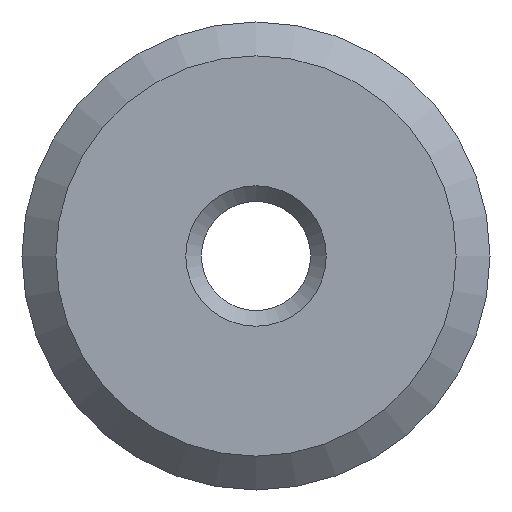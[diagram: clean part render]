
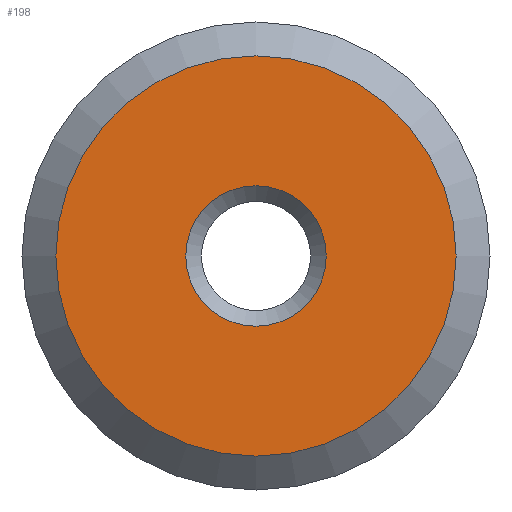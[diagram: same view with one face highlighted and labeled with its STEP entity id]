
A CAD part, left-side view. The second image highlights one B-rep face of the part: STEP entity #198.
In plain terms, the highlighted planar face has unit normal (-1, 0, 0).
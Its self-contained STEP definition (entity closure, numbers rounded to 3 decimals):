
#20=FACE_BOUND('',#48,.T.);
#24=PLANE('',#244);
#33=FACE_OUTER_BOUND('',#47,.T.);
#47=EDGE_LOOP('',(#163));
#48=EDGE_LOOP('',(#164));
#84=CIRCLE('',#243,2.25);
#85=CIRCLE('',#245,6.416);
#101=VERTEX_POINT('',#358);
#102=VERTEX_POINT('',#362);
#122=EDGE_CURVE('',#101,#101,#84,.T.);
#124=EDGE_CURVE('',#102,#102,#85,.T.);
#163=ORIENTED_EDGE('',*,*,#124,.F.);
#164=ORIENTED_EDGE('',*,*,#122,.F.);
#198=ADVANCED_FACE('',(#33,#20),#24,.T.);
#243=AXIS2_PLACEMENT_3D('',#359,#294,#295);
#244=AXIS2_PLACEMENT_3D('',#361,#297,#298);
#245=AXIS2_PLACEMENT_3D('',#363,#299,#300);
#294=DIRECTION('center_axis',(-1.,0.,0.));
#295=DIRECTION('ref_axis',(0.,-1.,0.));
#297=DIRECTION('center_axis',(-1.,0.,0.));
#298=DIRECTION('ref_axis',(0.,0.,1.));
#299=DIRECTION('center_axis',(1.,0.,0.));
#300=DIRECTION('ref_axis',(0.,0.,-1.));
#358=CARTESIAN_POINT('',(0.,2.25,0.));
#359=CARTESIAN_POINT('Origin',(0.,0.,0.));
#361=CARTESIAN_POINT('Origin',(0.,6.416,0.));
#362=CARTESIAN_POINT('',(0.,-6.416,0.));
#363=CARTESIAN_POINT('Origin',(0.,0.,0.));
